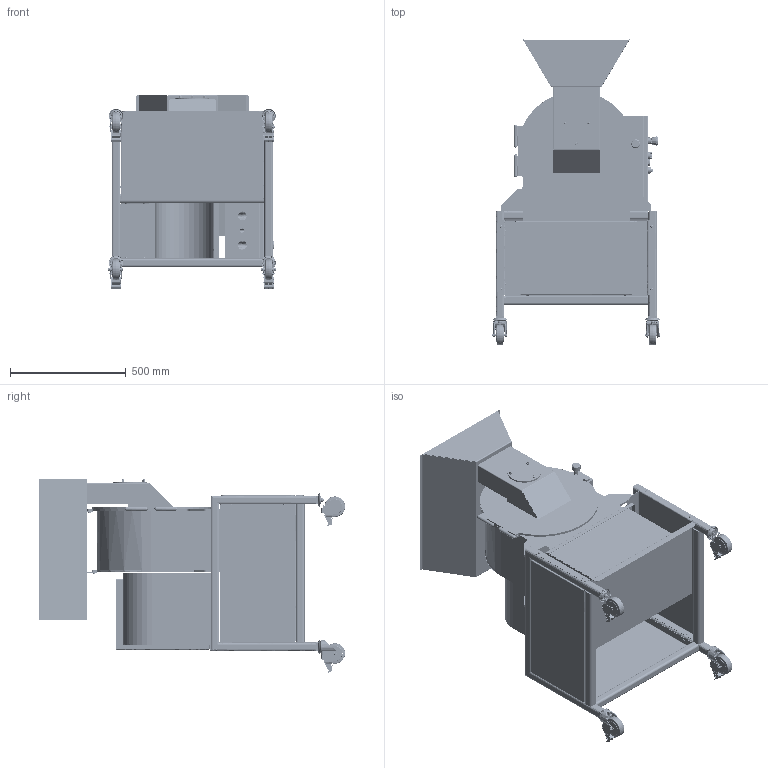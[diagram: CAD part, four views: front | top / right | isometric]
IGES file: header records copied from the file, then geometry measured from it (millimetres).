
Start section: SolidWorks IGES file using analytic representation for surfaces
Global section: file name: Mobius Mill M210 - 3D Model (IGES VER 1.0).IGS; native system: SolidWorks 2019; preprocessor: SolidWorks 2019; author: Emily.Dawson; date: 200115.134839; units: inch
Bounding box: 725.75 x 1324.66 x 841.12 mm (x, y, z)
Surface area: 11162293.1 mm2 (no closed solid volume)
Topology: 0 solids, 0 shells, 5060 faces, 57540 edges, 57523 vertices
Faces by surface type: bspline 3356, revolution 1704
